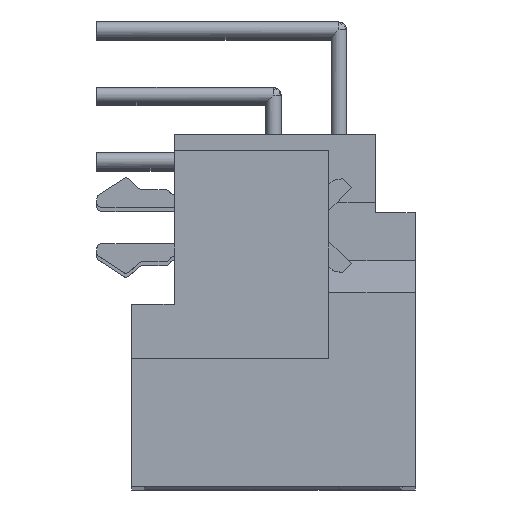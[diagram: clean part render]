
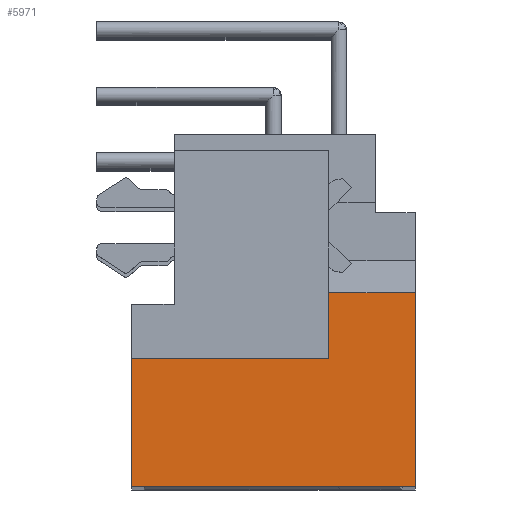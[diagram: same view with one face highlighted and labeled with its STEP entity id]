
A CAD part, top view. The second image highlights one B-rep face of the part: STEP entity #5971.
In plain terms, the highlighted planar face has unit normal (0, 0, 1).
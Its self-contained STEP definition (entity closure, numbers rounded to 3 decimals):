
#5971=ADVANCED_FACE('',(#6629),#6276,.T.);
#6276=PLANE('',#13224);
#6629=FACE_OUTER_BOUND('',#7645,.T.);
#7645=EDGE_LOOP('',(#9301,#9302,#9303,#9304,#9305,#9306));
#9301=ORIENTED_EDGE('',*,*,#11311,.T.);
#9302=ORIENTED_EDGE('',*,*,#11312,.F.);
#9303=ORIENTED_EDGE('',*,*,#11302,.F.);
#9304=ORIENTED_EDGE('',*,*,#11295,.F.);
#9305=ORIENTED_EDGE('',*,*,#11313,.T.);
#9306=ORIENTED_EDGE('',*,*,#10486,.T.);
#9732=VERTEX_POINT('',#16091);
#9733=VERTEX_POINT('',#16093);
#10401=VERTEX_POINT('',#19115);
#10402=VERTEX_POINT('',#19117);
#10407=VERTEX_POINT('',#19130);
#10411=VERTEX_POINT('',#19145);
#10486=EDGE_CURVE('',#9733,#9732,#11462,.T.);
#11295=EDGE_CURVE('',#10401,#10402,#11669,.T.);
#11302=EDGE_CURVE('',#10402,#10407,#11676,.T.);
#11311=EDGE_CURVE('',#9732,#10411,#11685,.T.);
#11312=EDGE_CURVE('',#10407,#10411,#11686,.T.);
#11313=EDGE_CURVE('',#10401,#9733,#11687,.T.);
#11462=LINE('',#16092,#11826);
#11669=LINE('',#19116,#12033);
#11676=LINE('',#19129,#12040);
#11685=LINE('',#19146,#12049);
#11686=LINE('',#19148,#12050);
#11687=LINE('',#19149,#12051);
#11826=VECTOR('',#13372,1.);
#12033=VECTOR('',#15691,1.);
#12040=VECTOR('',#15700,1.);
#12049=VECTOR('',#15715,1.);
#12050=VECTOR('',#15718,1.);
#12051=VECTOR('',#15719,1.);
#13224=AXIS2_PLACEMENT_3D('',#19150,#15720,#15721);
#13372=DIRECTION('',(0.,-1.,0.));
#15691=DIRECTION('',(0.,-1.,0.));
#15700=DIRECTION('',(-1.,0.,0.));
#15715=DIRECTION('',(-1.,0.,0.));
#15718=DIRECTION('',(0.,1.,0.));
#15719=DIRECTION('',(-1.,0.,0.));
#15720=DIRECTION('',(0.,0.,1.));
#15721=DIRECTION('',(1.,0.,0.));
#16091=CARTESIAN_POINT('',(2.15,4.95,87.5));
#16092=CARTESIAN_POINT('',(2.15,7.502,87.5));
#16093=CARTESIAN_POINT('',(2.15,7.502,87.5));
#19115=CARTESIAN_POINT('',(5.5,7.502,87.5));
#19116=CARTESIAN_POINT('',(5.5,7.502,87.5));
#19117=CARTESIAN_POINT('',(5.5,0.,87.5));
#19129=CARTESIAN_POINT('',(5.5,0.,87.5));
#19130=CARTESIAN_POINT('',(-5.5,0.,87.5));
#19145=CARTESIAN_POINT('',(-5.5,4.95,87.5));
#19146=CARTESIAN_POINT('',(2.15,4.95,87.5));
#19148=CARTESIAN_POINT('',(-5.5,0.,87.5));
#19149=CARTESIAN_POINT('',(5.5,7.502,87.5));
#19150=CARTESIAN_POINT('',(-6.05,-0.55,87.5));
